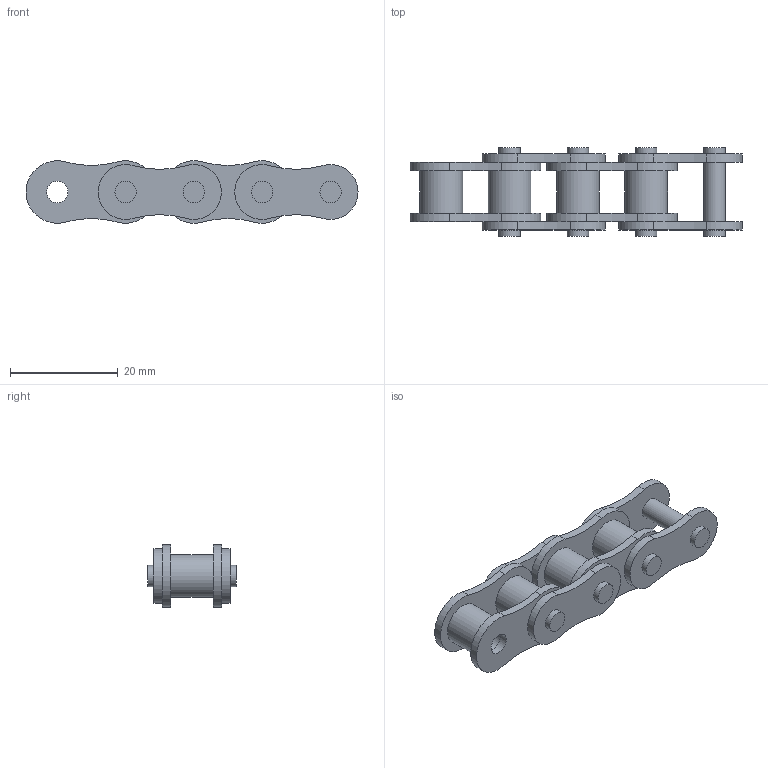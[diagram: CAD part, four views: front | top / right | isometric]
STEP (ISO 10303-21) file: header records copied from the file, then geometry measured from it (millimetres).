
FILE_DESCRIPTION(/* description */ (''),/* implementation_level */ '2;1');
FILE_NAME(/* name */ '56-140-0.step',/* time_stamp */ '2022-08-31T13:21:22-04:00',/* author */ (''),/* organization */ (''),/* preprocessor_version */ 'ST-DEVELOPER v19',/* originating_system */ 'Autodesk Translation Framework v11.7.0.108',/* authorisation */ '');
FILE_SCHEMA (('AUTOMOTIVE_DESIGN { 1 0 10303 214 3 1 1 }'));
Length unit declared in the file: millimetre
Products named in the file (2): working; 6261K441_Roller Chain
Assembly tree (1 placements, depth 2):
  working
    6261K441_Roller Chain
Bounding box: 61.71 x 16.41 x 11.59 mm (x, y, z)
Volume: 4345.7 mm3; surface area: 5429.7 mm2
Topology: 1 solids, 4 shells, 92 faces, 180 edges, 120 vertices
Faces by surface type: cylinder 60, plane 32
Full cylindrical faces by diameter (mm): 3.962 x20, 4.013 x4, 7.925 x4
Entity records: 2503 total; most frequent: DIRECTION 490, CARTESIAN_POINT 395, ORIENTED_EDGE 360, AXIS2_PLACEMENT_3D 215, EDGE_CURVE 180, EDGE_LOOP 132, CIRCLE 120, VERTEX_POINT 120
